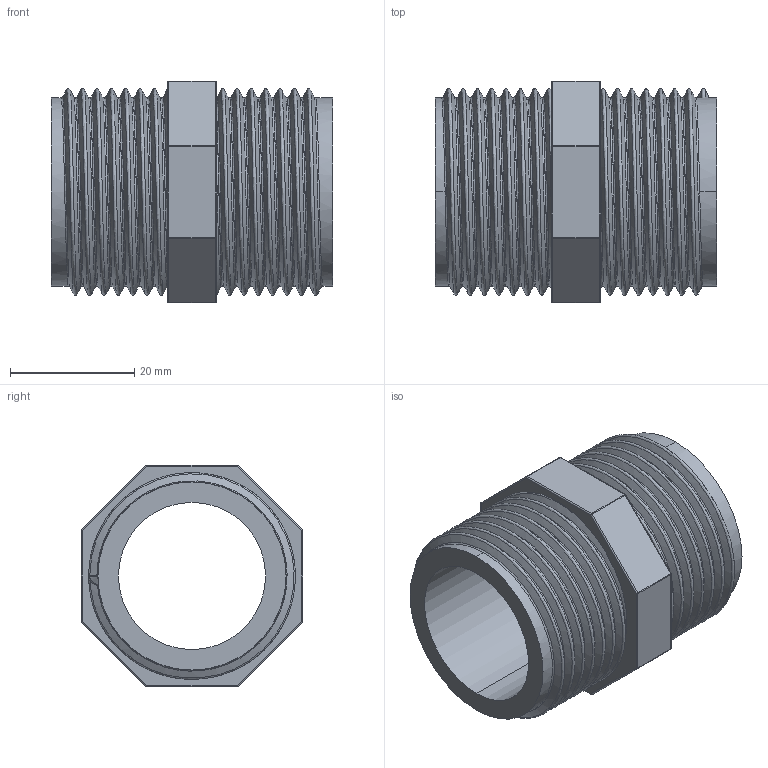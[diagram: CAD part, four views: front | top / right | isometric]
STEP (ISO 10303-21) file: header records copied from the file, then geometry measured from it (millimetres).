
FILE_DESCRIPTION (( 'STEP AP203' ), '1' );
FILE_NAME ('00210_0707.STEP', '2017-05-12T14:52:16', ( '' ), ( '' ), 'SwSTEP 2.0', 'SolidWorks 2011', '' );
FILE_SCHEMA (( 'CONFIG_CONTROL_DESIGN' ));
Length unit declared in the file: millimetre
Products named in the file (1): 00210_0707
Bounding box: 45.3 x 35.7 x 35.7 mm (x, y, z)
Volume: 17723.7 mm3; surface area: 11442.1 mm2
Topology: 1 solids, 1 shells, 107 faces, 268 edges, 152 vertices
Faces by surface type: cylinder 56, sphere 16, plane 12, bspline 10, torus 8, cone 5
Entity records: 10642 total; most frequent: CARTESIAN_POINT 8349, ORIENTED_EDGE 510, DIRECTION 427, EDGE_CURVE 255, AXIS2_PLACEMENT_3D 172, VERTEX_POINT 152, EDGE_LOOP 111, FACE_OUTER_BOUND 107
